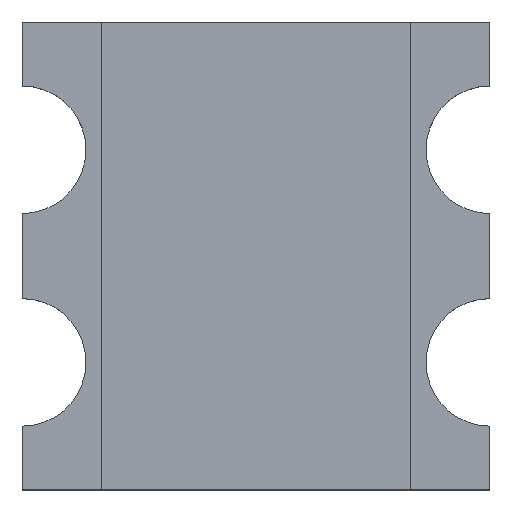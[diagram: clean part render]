
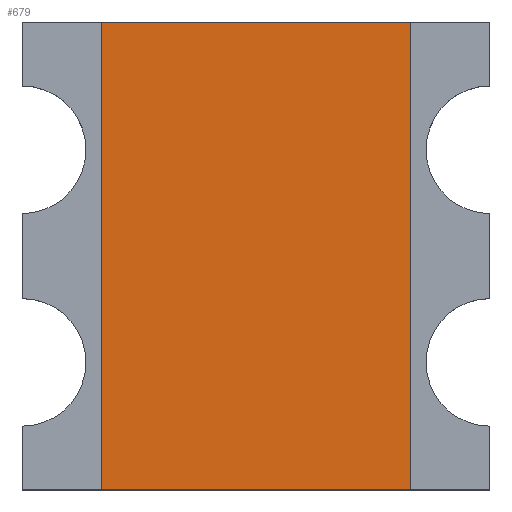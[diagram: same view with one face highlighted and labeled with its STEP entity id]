
A CAD part, top view. The second image highlights one B-rep face of the part: STEP entity #679.
In plain terms, the highlighted planar face has unit normal (0, 0, 1).
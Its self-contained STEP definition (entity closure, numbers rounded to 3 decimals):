
#53=FACE_OUTER_BOUND('',#87,.T.);
#87=EDGE_LOOP('',(#555,#556,#557,#558));
#166=LINE('',#1075,#254);
#170=LINE('',#1084,#258);
#172=LINE('',#1087,#260);
#173=LINE('',#1088,#261);
#254=VECTOR('',#870,10.);
#258=VECTOR('',#876,10.);
#260=VECTOR('',#880,10.);
#261=VECTOR('',#881,10.);
#327=VERTEX_POINT('',#1072);
#328=VERTEX_POINT('',#1074);
#331=VERTEX_POINT('',#1081);
#332=VERTEX_POINT('',#1083);
#410=EDGE_CURVE('',#328,#327,#166,.T.);
#414=EDGE_CURVE('',#332,#331,#170,.T.);
#416=EDGE_CURVE('',#327,#332,#172,.T.);
#417=EDGE_CURVE('',#331,#328,#173,.T.);
#555=ORIENTED_EDGE('',*,*,#410,.T.);
#556=ORIENTED_EDGE('',*,*,#416,.T.);
#557=ORIENTED_EDGE('',*,*,#414,.T.);
#558=ORIENTED_EDGE('',*,*,#417,.T.);
#649=PLANE('',#732);
#679=ADVANCED_FACE('',(#53),#649,.T.);
#732=AXIS2_PLACEMENT_3D('',#1086,#878,#879);
#870=DIRECTION('',(0.,1.,0.));
#876=DIRECTION('',(0.,-1.,0.));
#878=DIRECTION('center_axis',(0.,0.,1.));
#879=DIRECTION('ref_axis',(1.,0.,0.));
#880=DIRECTION('',(-1.,0.,0.));
#881=DIRECTION('',(1.,0.,0.));
#1072=CARTESIAN_POINT('',(0.725,1.1,0.84));
#1074=CARTESIAN_POINT('',(0.725,-1.1,0.84));
#1075=CARTESIAN_POINT('',(0.725,0.55,0.84));
#1081=CARTESIAN_POINT('',(-0.725,-1.1,0.84));
#1083=CARTESIAN_POINT('',(-0.725,1.1,0.84));
#1084=CARTESIAN_POINT('',(-0.725,-0.55,0.84));
#1086=CARTESIAN_POINT('Origin',(0.,0.,0.84));
#1087=CARTESIAN_POINT('',(-0.363,1.1,0.84));
#1088=CARTESIAN_POINT('',(0.363,-1.1,0.84));
